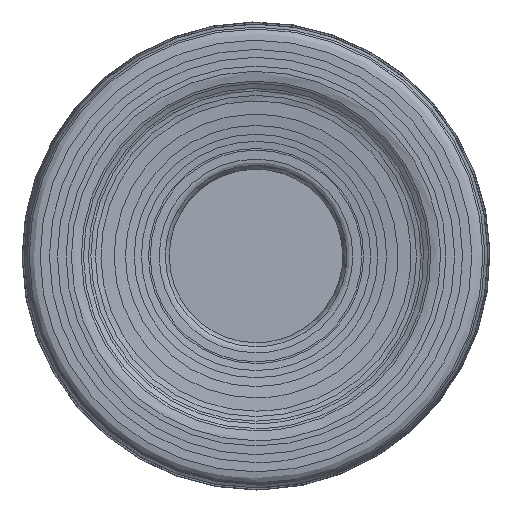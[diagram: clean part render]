
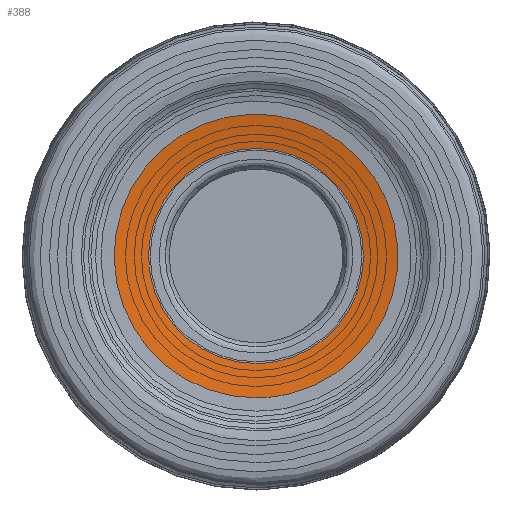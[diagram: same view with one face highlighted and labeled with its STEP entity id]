
A CAD part, left-side view. The second image highlights one B-rep face of the part: STEP entity #388.
In plain terms, the highlighted face is a revolution surface.
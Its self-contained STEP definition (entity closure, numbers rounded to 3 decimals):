
#56=SURFACE_OF_REVOLUTION('',#134,#95);
#95=AXIS1_PLACEMENT('',#1695,#1210);
#134=B_SPLINE_CURVE_WITH_KNOTS('',3,(#1685,#1686,#1687,#1688,#1689,#1690,
#1691,#1692,#1693,#1694),.UNSPECIFIED.,.F.,.F.,(4,3,3,4),(0.,0.299,
0.597,1.),.UNSPECIFIED.);
#388=ADVANCED_FACE('',(#505,#506),#56,.T.);
#505=FACE_BOUND('',#625,.T.);
#506=FACE_BOUND('',#626,.T.);
#625=EDGE_LOOP('',(#745));
#626=EDGE_LOOP('',(#746));
#745=ORIENTED_EDGE('',*,*,#873,.F.);
#746=ORIENTED_EDGE('',*,*,#872,.T.);
#812=VERTEX_POINT('',#1677);
#813=VERTEX_POINT('',#1684);
#872=EDGE_CURVE('',#812,#812,#932,.T.);
#873=EDGE_CURVE('',#813,#813,#933,.T.);
#932=CIRCLE('',#1015,4.869);
#933=CIRCLE('',#1016,6.426);
#1015=AXIS2_PLACEMENT_3D('',#1676,#1205,#1206);
#1016=AXIS2_PLACEMENT_3D('',#1683,#1208,#1209);
#1205=DIRECTION('',(1.,0.,0.));
#1206=DIRECTION('',(0.,0.,-1.));
#1208=DIRECTION('',(1.,0.,0.));
#1209=DIRECTION('',(0.,0.,-1.));
#1210=DIRECTION('',(1.,0.,0.));
#1676=CARTESIAN_POINT('',(0.829,0.,0.));
#1677=CARTESIAN_POINT('',(0.829,0.,-4.869));
#1683=CARTESIAN_POINT('',(0.584,0.,0.));
#1684=CARTESIAN_POINT('',(0.584,0.,-6.426));
#1685=CARTESIAN_POINT('',(0.829,-4.786,0.895));
#1686=CARTESIAN_POINT('',(0.809,-4.955,0.869));
#1687=CARTESIAN_POINT('',(0.786,-5.119,0.844));
#1688=CARTESIAN_POINT('',(0.76,-5.275,0.821));
#1689=CARTESIAN_POINT('',(0.735,-5.432,0.798));
#1690=CARTESIAN_POINT('',(0.704,-5.578,0.777));
#1691=CARTESIAN_POINT('',(0.68,-5.738,0.753));
#1692=CARTESIAN_POINT('',(0.648,-5.956,0.721));
#1693=CARTESIAN_POINT('',(0.619,-6.182,0.686));
#1694=CARTESIAN_POINT('',(0.584,-6.393,0.655));
#1695=CARTESIAN_POINT('',(0.,0.,0.));
